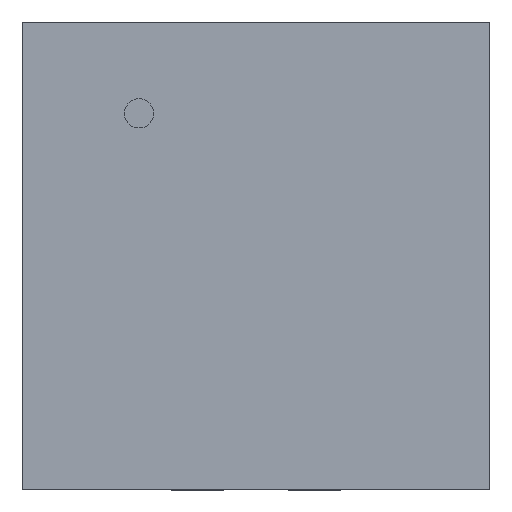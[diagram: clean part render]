
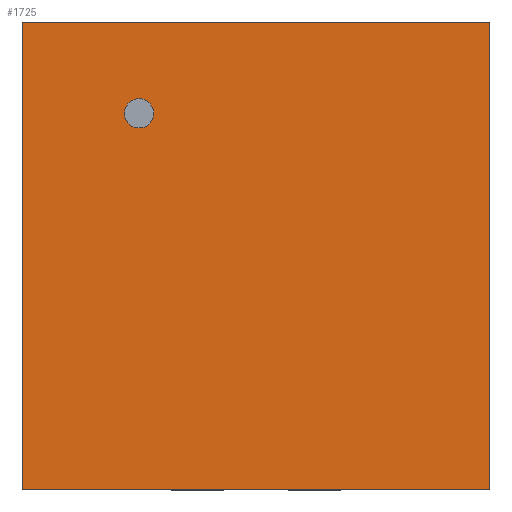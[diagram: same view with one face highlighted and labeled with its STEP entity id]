
A CAD part, top view. The second image highlights one B-rep face of the part: STEP entity #1725.
In plain terms, the highlighted planar face has unit normal (0, 0, 1).
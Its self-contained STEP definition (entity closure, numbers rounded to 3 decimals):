
#226=FACE_OUTER_BOUND('',#331,.T.);
#331=EDGE_LOOP('',(#1537,#1538,#1539,#1540));
#503=LINE('',#2868,#684);
#506=LINE('',#2874,#687);
#509=LINE('',#2880,#690);
#512=LINE('',#2884,#693);
#684=VECTOR('',#2373,1.);
#687=VECTOR('',#2378,1.);
#690=VECTOR('',#2383,1.);
#693=VECTOR('',#2388,1.);
#842=VERTEX_POINT('',#2865);
#843=VERTEX_POINT('',#2867);
#845=VERTEX_POINT('',#2873);
#847=VERTEX_POINT('',#2879);
#1069=EDGE_CURVE('',#843,#842,#503,.T.);
#1072=EDGE_CURVE('',#845,#843,#506,.T.);
#1075=EDGE_CURVE('',#847,#845,#509,.T.);
#1078=EDGE_CURVE('',#842,#847,#512,.T.);
#1537=ORIENTED_EDGE('',*,*,#1078,.T.);
#1538=ORIENTED_EDGE('',*,*,#1075,.T.);
#1539=ORIENTED_EDGE('',*,*,#1072,.T.);
#1540=ORIENTED_EDGE('',*,*,#1069,.T.);
#1620=PLANE('',#1896);
#1725=ADVANCED_FACE('',(#226),#1620,.T.);
#1896=AXIS2_PLACEMENT_3D('',#2886,#2391,#2392);
#2373=DIRECTION('',(-1.,0.,0.));
#2378=DIRECTION('',(0.,1.,0.));
#2383=DIRECTION('',(1.,0.,0.));
#2388=DIRECTION('',(0.,-1.,0.));
#2391=DIRECTION('center_axis',(0.,0.,1.));
#2392=DIRECTION('ref_axis',(1.,0.,0.));
#2865=CARTESIAN_POINT('',(0.,1.6,0.42));
#2867=CARTESIAN_POINT('',(1.6,1.6,0.42));
#2868=CARTESIAN_POINT('',(0.,1.6,0.42));
#2873=CARTESIAN_POINT('',(1.6,0.,0.42));
#2874=CARTESIAN_POINT('',(1.6,1.6,0.42));
#2879=CARTESIAN_POINT('',(0.,0.,0.42));
#2880=CARTESIAN_POINT('',(1.6,0.,0.42));
#2884=CARTESIAN_POINT('',(0.,0.,0.42));
#2886=CARTESIAN_POINT('Origin',(0.8,0.8,0.42));
